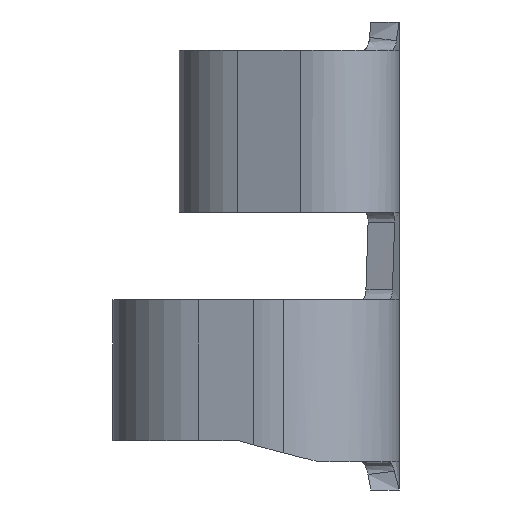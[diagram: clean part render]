
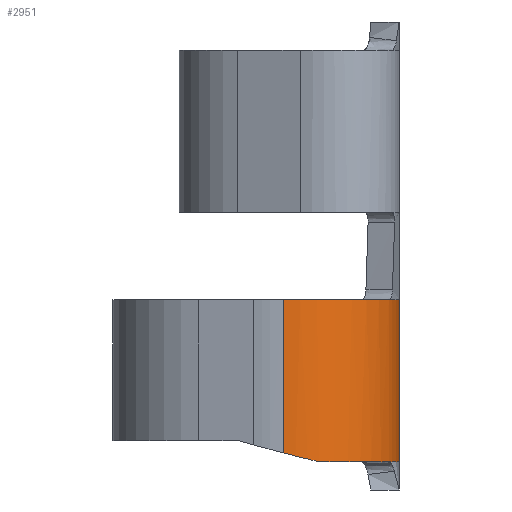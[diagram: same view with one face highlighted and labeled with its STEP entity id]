
A CAD part, left-side view. The second image highlights one B-rep face of the part: STEP entity #2951.
In plain terms, the highlighted cylindrical face has radius 2.083 mm (diameter 4.166 mm), a partial arc.
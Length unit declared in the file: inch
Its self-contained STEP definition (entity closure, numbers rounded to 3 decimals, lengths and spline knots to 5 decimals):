
#232 = CARTESIAN_POINT ( 'NONE',  ( -0.28331, 0.0066, -0.031 ) ) ;
#233 = ORIENTED_EDGE ( 'NONE', *, *, #5209, .T. ) ;
#237 = CARTESIAN_POINT ( 'NONE',  ( -0.32896, 0.05657, -0.146 ) ) ;
#297 = ORIENTED_EDGE ( 'NONE', *, *, #343, .F. ) ;
#343 = EDGE_CURVE ( 'NONE', #5492, #1274, #709, .T. ) ;
#384 = CARTESIAN_POINT ( 'NONE',  ( -0.251, 0.082, -0.031 ) ) ;
#469 = CARTESIAN_POINT ( 'NONE',  ( -0.31704, 0.03095, -0.146 ) ) ;
#496 = CARTESIAN_POINT ( 'NONE',  ( -0.27902, 0.00489, -0.146 ) ) ;
#534 = VERTEX_POINT ( 'NONE', #1211 ) ;
#709 = B_SPLINE_CURVE_WITH_KNOTS ( 'NONE', 3,
 ( #5680, #1001, #3075, #5145, #469, #2575, #4628 ),
 .UNSPECIFIED., .F., .F.,
 ( 4, 2, 1, 4 ),
 ( 0.34386, 0.50789, 0.67193, 1. ),
 .UNSPECIFIED. ) ;
#735 = ORIENTED_EDGE ( 'NONE', *, *, #5926, .F. ) ;
#944 = CARTESIAN_POINT ( 'NONE',  ( -0.27907, 0.00473, -0.031 ) ) ;
#949 = LINE ( 'NONE', #3025, #3938 ) ;
#1001 = CARTESIAN_POINT ( 'NONE',  ( -0.29027, 0.00975, -0.146 ) ) ;
#1055 = CARTESIAN_POINT ( 'NONE',  ( -0.333, 0.07334, -0.14194 ) ) ;
#1086 = CARTESIAN_POINT ( 'NONE',  ( -0.26992, 0.00208, -0.146 ) ) ;
#1105 = CARTESIAN_POINT ( 'NONE',  ( -0.251, 0., -0.031 ) ) ;
#1169 = CARTESIAN_POINT ( 'NONE',  ( -0.33315, 0.08201, -0.031 ) ) ;
#1211 = CARTESIAN_POINT ( 'NONE',  ( -0.251, 0., -0.146 ) ) ;
#1239 = CARTESIAN_POINT ( 'NONE',  ( -0.2852, 0.00743, -0.146 ) ) ;
#1274 = VERTEX_POINT ( 'NONE', #237 ) ;
#1411 = EDGE_CURVE ( 'NONE', #1274, #3910, #2514, .T. ) ;
#1458 = EDGE_CURVE ( 'NONE', #534, #4480, #3819, .T. ) ;
#1600 = CARTESIAN_POINT ( 'NONE',  ( -0.25101, 0., -0.146 ) ) ;
#1637 = EDGE_CURVE ( 'NONE', #4480, #5492, #3253, .T. ) ;
#1667 = EDGE_CURVE ( 'NONE', #5448, #5532, #4772, .T. ) ;
#1678 = CARTESIAN_POINT ( 'NONE',  ( -0.31169, 0.02471, -0.031 ) ) ;
#1750 = CARTESIAN_POINT ( 'NONE',  ( -0.27907, 0.00473, -0.031 ) ) ;
#1855 = ORIENTED_EDGE ( 'NONE', *, *, #1411, .F. ) ;
#1887 = AXIS2_PLACEMENT_3D ( 'NONE', #384, #2480, #4547 ) ;
#2034 = EDGE_CURVE ( 'NONE', #5532, #3910, #949, .T. ) ;
#2255 = CARTESIAN_POINT ( 'NONE',  ( -0.251, 0., -0.031 ) ) ;
#2331 = CARTESIAN_POINT ( 'NONE',  ( -0.28547, 0.00733, -0.031 ) ) ;
#2480 = DIRECTION ( 'NONE',  ( 0., 0., -1. ) ) ;
#2514 =( BOUNDED_CURVE ( )  B_SPLINE_CURVE ( 3, ( #3620, #5731, #1055, #3123 ),
 .UNSPECIFIED., .F., .F. ) 
 B_SPLINE_CURVE_WITH_KNOTS ( ( 4, 4 ),
 ( 0.99363, 1.309 ),
 .UNSPECIFIED. ) 
 CURVE ( )  GEOMETRIC_REPRESENTATION_ITEM ( )  RATIONAL_B_SPLINE_CURVE ( ( 1., 0.992, 0.992, 1. ) ) 
 REPRESENTATION_ITEM ( '' )  );
#2575 = CARTESIAN_POINT ( 'NONE',  ( -0.32533, 0.04548, -0.146 ) ) ;
#2602 = CARTESIAN_POINT ( 'NONE',  ( -0.28109, 0.00569, -0.14597 ) ) ;
#2844 = CARTESIAN_POINT ( 'NONE',  ( -0.27907, 0.00473, -0.031 ) ) ;
#2867 = CARTESIAN_POINT ( 'NONE',  ( -0.333, 0.082, -0.1397 ) ) ;
#2914 = ORIENTED_EDGE ( 'NONE', *, *, #1637, .F. ) ;
#2928 = CARTESIAN_POINT ( 'NONE',  ( -0.33315, 0.08201, -0.031 ) ) ;
#2951 = ADVANCED_FACE ( 'NONE', ( #2997 ), #5058, .T. ) ;
#2997 = FACE_OUTER_BOUND ( 'NONE', #6509, .T. ) ;
#3025 = CARTESIAN_POINT ( 'NONE',  ( -0.333, 0.082, -0.031 ) ) ;
#3075 = CARTESIAN_POINT ( 'NONE',  ( -0.29518, 0.01268, -0.146 ) ) ;
#3123 = CARTESIAN_POINT ( 'NONE',  ( -0.333, 0.082, -0.1397 ) ) ;
#3151 = CARTESIAN_POINT ( 'NONE',  ( -0.27455, 0.00331, -0.146 ) ) ;
#3152 = CARTESIAN_POINT ( 'NONE',  ( -0.27902, 0.00489, -0.146 ) ) ;
#3170 = DIRECTION ( 'NONE',  ( 0., 0., -1. ) ) ;
#3253 = B_SPLINE_CURVE_WITH_KNOTS ( 'NONE', 3,
 ( #496, #2602, #4653, #6765 ),
 .UNSPECIFIED., .F., .F.,
 ( 4, 4 ),
 ( 0., 1. ),
 .UNSPECIFIED. ) ;
#3375 = ORIENTED_EDGE ( 'NONE', *, *, #1667, .T. ) ;
#3496 = B_SPLINE_CURVE_WITH_KNOTS ( 'NONE', 3,
 ( #2255, #4326, #6428, #1750 ),
 .UNSPECIFIED., .F., .F.,
 ( 4, 4 ),
 ( 0., 0.19014 ),
 .UNSPECIFIED. ) ;
#3620 = CARTESIAN_POINT ( 'NONE',  ( -0.32896, 0.05657, -0.146 ) ) ;
#3657 = CARTESIAN_POINT ( 'NONE',  ( -0.25573, 0., -0.146 ) ) ;
#3670 = VERTEX_POINT ( 'NONE', #4532 ) ;
#3739 = CARTESIAN_POINT ( 'NONE',  ( -0.32846, 0.05092, -0.031 ) ) ;
#3819 = B_SPLINE_CURVE_WITH_KNOTS ( 'NONE', 3,
 ( #4166, #6277, #1600, #3657, #5764, #1086, #3151, #5229 ),
 .UNSPECIFIED., .F., .F.,
 ( 4, 2, 2, 4 ),
 ( 0., 0.00042, 0.50021, 1. ),
 .UNSPECIFIED. ) ;
#3820 = EDGE_CURVE ( 'NONE', #3670, #6693, #3496, .T. ) ;
#3910 = VERTEX_POINT ( 'NONE', #2867 ) ;
#3938 = VECTOR ( 'NONE', #5089, 39.37008 ) ;
#4166 = CARTESIAN_POINT ( 'NONE',  ( -0.251, 0., -0.146 ) ) ;
#4243 = CARTESIAN_POINT ( 'NONE',  ( -0.28547, 0.00733, -0.031 ) ) ;
#4296 = B_SPLINE_CURVE_WITH_KNOTS ( 'NONE', 3,
 ( #2844, #4900, #232, #2331 ),
 .UNSPECIFIED., .F., .F.,
 ( 4, 4 ),
 ( 0., 1. ),
 .UNSPECIFIED. ) ;
#4326 = CARTESIAN_POINT ( 'NONE',  ( -0.26052, 0., -0.031 ) ) ;
#4480 = VERTEX_POINT ( 'NONE', #3152 ) ;
#4532 = CARTESIAN_POINT ( 'NONE',  ( -0.251, 0., -0.031 ) ) ;
#4547 = DIRECTION ( 'NONE',  ( -1., 0., 0. ) ) ;
#4628 = CARTESIAN_POINT ( 'NONE',  ( -0.32896, 0.05657, -0.146 ) ) ;
#4653 = CARTESIAN_POINT ( 'NONE',  ( -0.28318, 0.00646, -0.14594 ) ) ;
#4772 = B_SPLINE_CURVE_WITH_KNOTS ( 'NONE', 3,
 ( #4243, #6354, #1678, #3739, #5844, #1169 ),
 .UNSPECIFIED., .F., .F.,
 ( 4, 2, 4 ),
 ( 0.23601, 0.54659, 0.85716 ),
 .UNSPECIFIED. ) ;
#4900 = CARTESIAN_POINT ( 'NONE',  ( -0.28117, 0.00572, -0.031 ) ) ;
#5004 = ORIENTED_EDGE ( 'NONE', *, *, #3820, .T. ) ;
#5058 = CYLINDRICAL_SURFACE ( 'NONE', #1887, 0.082 ) ;
#5089 = DIRECTION ( 'NONE',  ( 0., 0., -1. ) ) ;
#5145 = CARTESIAN_POINT ( 'NONE',  ( -0.30449, 0.01957, -0.146 ) ) ;
#5209 = EDGE_CURVE ( 'NONE', #6693, #5448, #4296, .T. ) ;
#5229 = CARTESIAN_POINT ( 'NONE',  ( -0.27902, 0.00489, -0.146 ) ) ;
#5250 = CARTESIAN_POINT ( 'NONE',  ( -0.28547, 0.00733, -0.031 ) ) ;
#5448 = VERTEX_POINT ( 'NONE', #5250 ) ;
#5492 = VERTEX_POINT ( 'NONE', #1239 ) ;
#5532 = VERTEX_POINT ( 'NONE', #2928 ) ;
#5680 = CARTESIAN_POINT ( 'NONE',  ( -0.2852, 0.00743, -0.146 ) ) ;
#5731 = CARTESIAN_POINT ( 'NONE',  ( -0.33164, 0.0648, -0.14406 ) ) ;
#5764 = CARTESIAN_POINT ( 'NONE',  ( -0.26051, 0.00042, -0.146 ) ) ;
#5782 = LINE ( 'NONE', #1105, #6480 ) ;
#5844 = CARTESIAN_POINT ( 'NONE',  ( -0.333, 0.06645, -0.031 ) ) ;
#5926 = EDGE_CURVE ( 'NONE', #3670, #534, #5782, .T. ) ;
#6277 = CARTESIAN_POINT ( 'NONE',  ( -0.251, 0., -0.146 ) ) ;
#6354 = CARTESIAN_POINT ( 'NONE',  ( -0.29949, 0.01407, -0.031 ) ) ;
#6428 = CARTESIAN_POINT ( 'NONE',  ( -0.27005, 0.00168, -0.031 ) ) ;
#6480 = VECTOR ( 'NONE', #3170, 39.37008 ) ;
#6509 = EDGE_LOOP ( 'NONE', ( #3375, #6610, #1855, #297, #2914, #6536, #735, #5004, #233 ) ) ;
#6536 = ORIENTED_EDGE ( 'NONE', *, *, #1458, .F. ) ;
#6610 = ORIENTED_EDGE ( 'NONE', *, *, #2034, .T. ) ;
#6693 = VERTEX_POINT ( 'NONE', #944 ) ;
#6765 = CARTESIAN_POINT ( 'NONE',  ( -0.2852, 0.00743, -0.146 ) ) ;
